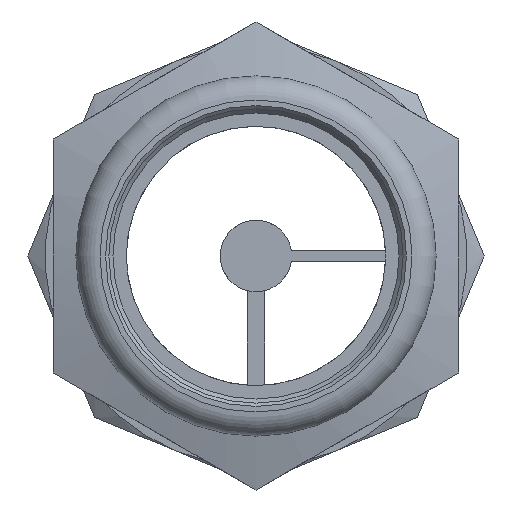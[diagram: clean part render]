
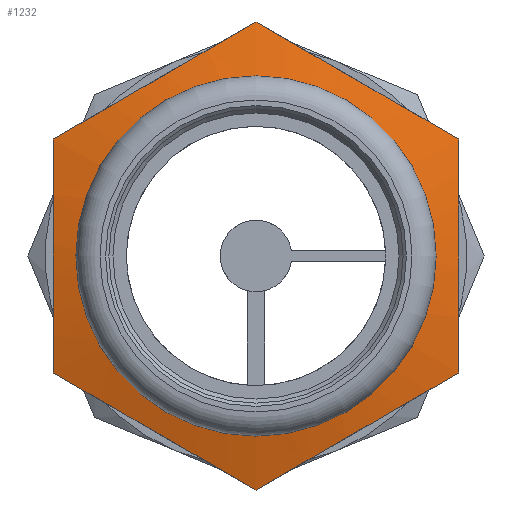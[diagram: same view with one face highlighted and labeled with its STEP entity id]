
A CAD part, left-side view. The second image highlights one B-rep face of the part: STEP entity #1232.
In plain terms, the highlighted conical face has half-angle 75 degrees and reference radius 24.509 mm.
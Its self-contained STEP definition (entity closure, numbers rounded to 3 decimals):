
#41=(
BOUNDED_CURVE()
B_SPLINE_CURVE(2,(#1903,#1904,#1905),.UNSPECIFIED.,.F.,.F.)
B_SPLINE_CURVE_WITH_KNOTS((3,3),(0.,2.894),.UNSPECIFIED.)
CURVE()
GEOMETRIC_REPRESENTATION_ITEM()
RATIONAL_B_SPLINE_CURVE((1.,1.155,1.))
REPRESENTATION_ITEM($)
);
#44=(
BOUNDED_CURVE()
B_SPLINE_CURVE(2,(#1918,#1919,#1920),.UNSPECIFIED.,.F.,.F.)
B_SPLINE_CURVE_WITH_KNOTS((3,3),(0.,2.894),.UNSPECIFIED.)
CURVE()
GEOMETRIC_REPRESENTATION_ITEM()
RATIONAL_B_SPLINE_CURVE((1.,1.155,1.))
REPRESENTATION_ITEM($)
);
#47=(
BOUNDED_CURVE()
B_SPLINE_CURVE(2,(#1932,#1933,#1934),.UNSPECIFIED.,.F.,.F.)
B_SPLINE_CURVE_WITH_KNOTS((3,3),(0.,2.894),.UNSPECIFIED.)
CURVE()
GEOMETRIC_REPRESENTATION_ITEM()
RATIONAL_B_SPLINE_CURVE((1.,1.155,1.))
REPRESENTATION_ITEM($)
);
#50=(
BOUNDED_CURVE()
B_SPLINE_CURVE(2,(#1946,#1947,#1948),.UNSPECIFIED.,.F.,.F.)
B_SPLINE_CURVE_WITH_KNOTS((3,3),(0.,2.894),.UNSPECIFIED.)
CURVE()
GEOMETRIC_REPRESENTATION_ITEM()
RATIONAL_B_SPLINE_CURVE((1.,1.155,1.))
REPRESENTATION_ITEM($)
);
#53=(
BOUNDED_CURVE()
B_SPLINE_CURVE(2,(#1960,#1961,#1962),.UNSPECIFIED.,.F.,.F.)
B_SPLINE_CURVE_WITH_KNOTS((3,3),(0.,2.894),.UNSPECIFIED.)
CURVE()
GEOMETRIC_REPRESENTATION_ITEM()
RATIONAL_B_SPLINE_CURVE((1.,1.155,1.))
REPRESENTATION_ITEM($)
);
#56=(
BOUNDED_CURVE()
B_SPLINE_CURVE(2,(#1983,#1984,#1985),.UNSPECIFIED.,.F.,.F.)
B_SPLINE_CURVE_WITH_KNOTS((3,3),(0.,2.894),.UNSPECIFIED.)
CURVE()
GEOMETRIC_REPRESENTATION_ITEM()
RATIONAL_B_SPLINE_CURVE((1.,1.155,1.))
REPRESENTATION_ITEM($)
);
#187=CONICAL_SURFACE($,#1342,24.509,75.);
#219=FACE_BOUND($,#373,.T.);
#283=FACE_OUTER_BOUND($,#372,.T.);
#372=EDGE_LOOP($,(#885));
#373=EDGE_LOOP($,(#886,#887,#888,#889,#890,#891));
#501=CIRCLE($,#1343,20.15);
#575=VERTEX_POINT($,#1900);
#576=VERTEX_POINT($,#1902);
#579=VERTEX_POINT($,#1916);
#582=VERTEX_POINT($,#1930);
#585=VERTEX_POINT($,#1944);
#588=VERTEX_POINT($,#1958);
#590=VERTEX_POINT($,#1981);
#687=EDGE_CURVE($,#576,#575,#41,.T.);
#692=EDGE_CURVE($,#575,#579,#44,.T.);
#696=EDGE_CURVE($,#579,#582,#47,.T.);
#700=EDGE_CURVE($,#582,#585,#50,.T.);
#704=EDGE_CURVE($,#585,#588,#53,.T.);
#712=EDGE_CURVE($,#590,#590,#501,.T.);
#713=EDGE_CURVE($,#588,#576,#56,.T.);
#885=ORIENTED_EDGE($,*,*,#712,.F.);
#886=ORIENTED_EDGE($,*,*,#687,.T.);
#887=ORIENTED_EDGE($,*,*,#692,.T.);
#888=ORIENTED_EDGE($,*,*,#696,.T.);
#889=ORIENTED_EDGE($,*,*,#700,.T.);
#890=ORIENTED_EDGE($,*,*,#704,.T.);
#891=ORIENTED_EDGE($,*,*,#713,.T.);
#1232=ADVANCED_FACE($,(#283,#219),#187,.T.);
#1342=AXIS2_PLACEMENT_3D($,#1980,#1558,#1559);
#1343=AXIS2_PLACEMENT_3D($,#1982,#1560,#1561);
#1558=DIRECTION('center_axis',(1.,0.,0.));
#1559=DIRECTION('ref_axis',(0.,0.866,0.5));
#1560=DIRECTION('center_axis',(-1.,0.,0.));
#1561=DIRECTION('ref_axis',(0.,0.866,0.5));
#1900=CARTESIAN_POINT('',(25.336,0.,-28.868));
#1902=CARTESIAN_POINT('',(25.336,25.,-14.434));
#1903=CARTESIAN_POINT('Ctrl Pts',(25.336,25.,-14.434));
#1904=CARTESIAN_POINT('Ctrl Pts',(23.402,12.5,-21.651));
#1905=CARTESIAN_POINT('Ctrl Pts',(25.336,0.,
-28.868));
#1916=CARTESIAN_POINT('',(25.336,-25.,-14.434));
#1918=CARTESIAN_POINT('Ctrl Pts',(25.336,0.,
-28.868));
#1919=CARTESIAN_POINT('Ctrl Pts',(23.402,-12.5,-21.651));
#1920=CARTESIAN_POINT('Ctrl Pts',(25.336,-25.,-14.434));
#1930=CARTESIAN_POINT('',(25.336,-25.,14.434));
#1932=CARTESIAN_POINT('Ctrl Pts',(25.336,-25.,-14.434));
#1933=CARTESIAN_POINT('Ctrl Pts',(23.402,-25.,0.));
#1934=CARTESIAN_POINT('Ctrl Pts',(25.336,-25.,14.434));
#1944=CARTESIAN_POINT('',(25.336,0.,28.868));
#1946=CARTESIAN_POINT('Ctrl Pts',(25.336,-25.,14.434));
#1947=CARTESIAN_POINT('Ctrl Pts',(23.402,-12.5,21.651));
#1948=CARTESIAN_POINT('Ctrl Pts',(25.336,0.,
28.868));
#1958=CARTESIAN_POINT('',(25.336,25.,14.434));
#1960=CARTESIAN_POINT('Ctrl Pts',(25.336,0.,
28.868));
#1961=CARTESIAN_POINT('Ctrl Pts',(23.402,12.5,21.651));
#1962=CARTESIAN_POINT('Ctrl Pts',(25.336,25.,14.434));
#1980=CARTESIAN_POINT('Origin',(24.168,0.,0.));
#1981=CARTESIAN_POINT('',(23.,17.45,-10.075));
#1982=CARTESIAN_POINT('Origin',(23.,0.,0.));
#1983=CARTESIAN_POINT('Ctrl Pts',(25.336,25.,14.434));
#1984=CARTESIAN_POINT('Ctrl Pts',(23.402,25.,0.));
#1985=CARTESIAN_POINT('Ctrl Pts',(25.336,25.,-14.434));
